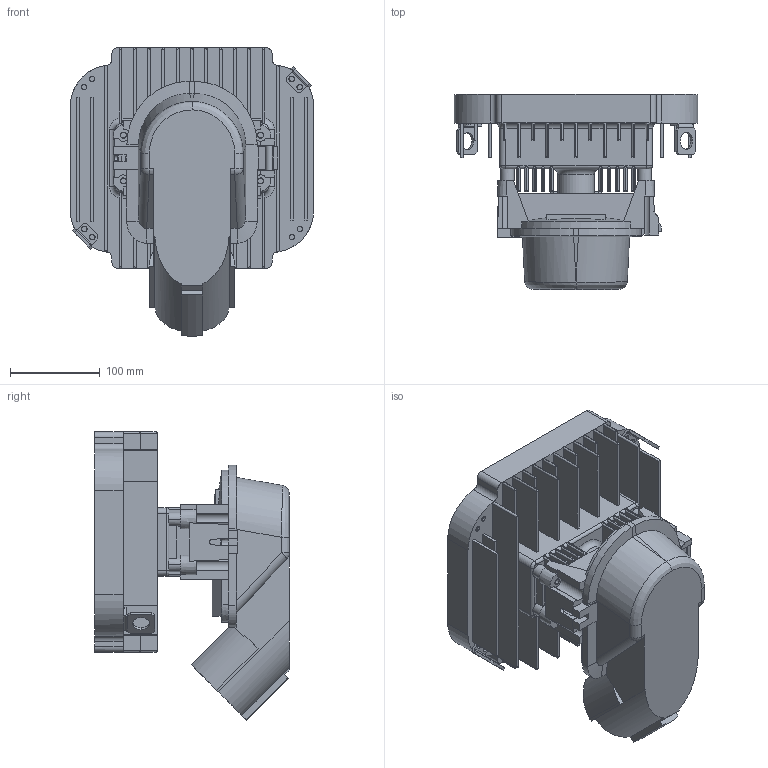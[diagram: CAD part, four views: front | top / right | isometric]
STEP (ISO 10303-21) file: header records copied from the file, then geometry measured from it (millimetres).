
FILE_DESCRIPTION((''),'2;1');
FILE_NAME('AREA_LIGHT_GLASS_S45_ASM','2017-07-28T',('mirabem'),(''),'PRO/ENGINEER BY PARAMETRIC TECHNOLOGY CORPORATION, 2014000','PRO/ENGINEER BY PARAMETRIC TECHNOLOGY CORPORATION, 2014000','');
FILE_SCHEMA(('CONFIG_CONTROL_DESIGN'));
Length unit declared in the file: inch
Products named in the file (9): 0000454122; 0000454123; 0000454124_ASM; 0000454125; 0000454126_ASM; ARELIGHT_GLASS_UMA_ASM; HZXS45; HZXS45_ASM; AREA_LIGHT_GLASS_S45_ASM
Assembly tree (9 placements, depth 5):
  AREA_LIGHT_GLASS_S45_ASM
    ARELIGHT_GLASS_UMA_ASM
      0000454126_ASM
        0000454124_ASM
          0000454122
          0000454123  x2
        0000454125
    HZXS45_ASM
      HZXS45
Bounding box: 270.51 x 216.41 x 320.6 mm (x, y, z)
Volume: 3667822.8 mm3; surface area: 667384.5 mm2
Topology: 5 solids, 5 shells, 1048 faces, 2765 edges, 1721 vertices
Faces by surface type: plane 496, cylinder 428, sphere 48, cone 26, bspline 23, torus 19, extrusion 8
Entity records: 34171 total; most frequent: CARTESIAN_POINT 9246, ORIENTED_EDGE 5302, DIRECTION 4980, EDGE_CURVE 2651, AXIS2_PLACEMENT_3D 1704, VERTEX_POINT 1675, VECTOR 1572, LINE 1564
